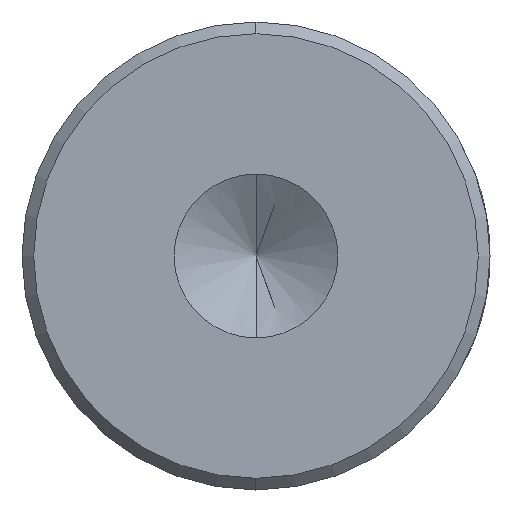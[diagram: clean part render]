
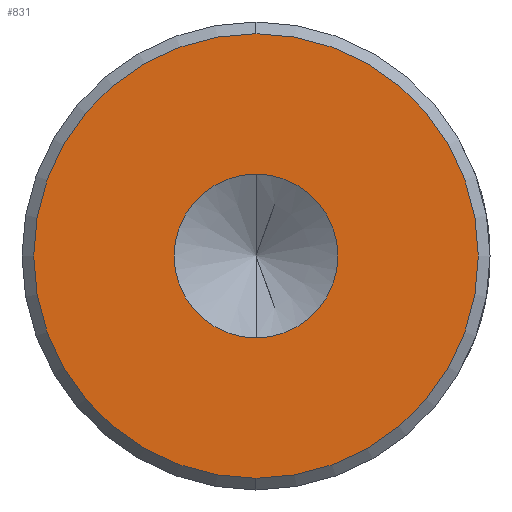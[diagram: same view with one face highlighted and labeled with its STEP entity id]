
A CAD part, left-side view. The second image highlights one B-rep face of the part: STEP entity #831.
In plain terms, the highlighted planar face has unit normal (-1, 0, 0).
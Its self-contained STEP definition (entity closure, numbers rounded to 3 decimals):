
#17 = VERTEX_POINT ( 'NONE', #336 ) ;
#65 = DIRECTION ( 'NONE',  ( 0., 0., 1. ) ) ;
#156 = EDGE_CURVE ( 'NONE', #1165, #535, #557, .T. ) ;
#182 = EDGE_LOOP ( 'NONE', ( #859, #422 ) ) ;
#242 = EDGE_CURVE ( 'NONE', #17, #712, #1108, .T. ) ;
#258 = DIRECTION ( 'NONE',  ( -1., 0., 0. ) ) ;
#273 = CARTESIAN_POINT ( 'NONE',  ( 0., 0., 0. ) ) ;
#336 = CARTESIAN_POINT ( 'NONE',  ( 0., 0., -9.501 ) ) ;
#347 = ORIENTED_EDGE ( 'NONE', *, *, #242, .T. ) ;
#350 = FACE_BOUND ( 'NONE', #182, .T. ) ;
#384 = DIRECTION ( 'NONE',  ( 0., 0., 1. ) ) ;
#388 = CIRCLE ( 'NONE', #470, 9.501 ) ;
#422 = ORIENTED_EDGE ( 'NONE', *, *, #1050, .F. ) ;
#426 = PLANE ( 'NONE',  #969 ) ;
#442 = CARTESIAN_POINT ( 'NONE',  ( 0., 0., 0. ) ) ;
#470 = AXIS2_PLACEMENT_3D ( 'NONE', #864, #258, #963 ) ;
#491 = EDGE_CURVE ( 'NONE', #712, #17, #388, .T. ) ;
#500 = ORIENTED_EDGE ( 'NONE', *, *, #491, .T. ) ;
#535 = VERTEX_POINT ( 'NONE', #766 ) ;
#544 = DIRECTION ( 'NONE',  ( 0., 0., 1. ) ) ;
#557 = CIRCLE ( 'NONE', #630, 3.5 ) ;
#630 = AXIS2_PLACEMENT_3D ( 'NONE', #442, #1129, #544 ) ;
#681 = AXIS2_PLACEMENT_3D ( 'NONE', #1278, #692, #65 ) ;
#692 = DIRECTION ( 'NONE',  ( -1., 0., 0. ) ) ;
#712 = VERTEX_POINT ( 'NONE', #729 ) ;
#719 = DIRECTION ( 'NONE',  ( -1., 0., 0. ) ) ;
#729 = CARTESIAN_POINT ( 'NONE',  ( 0., 0., 9.501 ) ) ;
#766 = CARTESIAN_POINT ( 'NONE',  ( 0., 0., -3.5 ) ) ;
#824 = CIRCLE ( 'NONE', #681, 3.5 ) ;
#831 = ADVANCED_FACE ( 'NONE', ( #1106, #350 ), #426, .T. ) ;
#859 = ORIENTED_EDGE ( 'NONE', *, *, #156, .F. ) ;
#864 = CARTESIAN_POINT ( 'NONE',  ( 0., 0., 0. ) ) ;
#914 = CARTESIAN_POINT ( 'NONE',  ( 0., 0., 0. ) ) ;
#963 = DIRECTION ( 'NONE',  ( 0., 0., 1. ) ) ;
#969 = AXIS2_PLACEMENT_3D ( 'NONE', #914, #719, #1115 ) ;
#980 = DIRECTION ( 'NONE',  ( -1., 0., 0. ) ) ;
#1021 = AXIS2_PLACEMENT_3D ( 'NONE', #273, #980, #384 ) ;
#1050 = EDGE_CURVE ( 'NONE', #535, #1165, #824, .T. ) ;
#1106 = FACE_OUTER_BOUND ( 'NONE', #1266, .T. ) ;
#1108 = CIRCLE ( 'NONE', #1021, 9.501 ) ;
#1115 = DIRECTION ( 'NONE',  ( 0., 0., 1. ) ) ;
#1129 = DIRECTION ( 'NONE',  ( -1., 0., 0. ) ) ;
#1165 = VERTEX_POINT ( 'NONE', #1196 ) ;
#1196 = CARTESIAN_POINT ( 'NONE',  ( 0., 0., 3.5 ) ) ;
#1266 = EDGE_LOOP ( 'NONE', ( #347, #500 ) ) ;
#1278 = CARTESIAN_POINT ( 'NONE',  ( 0., 0., 0. ) ) ;
